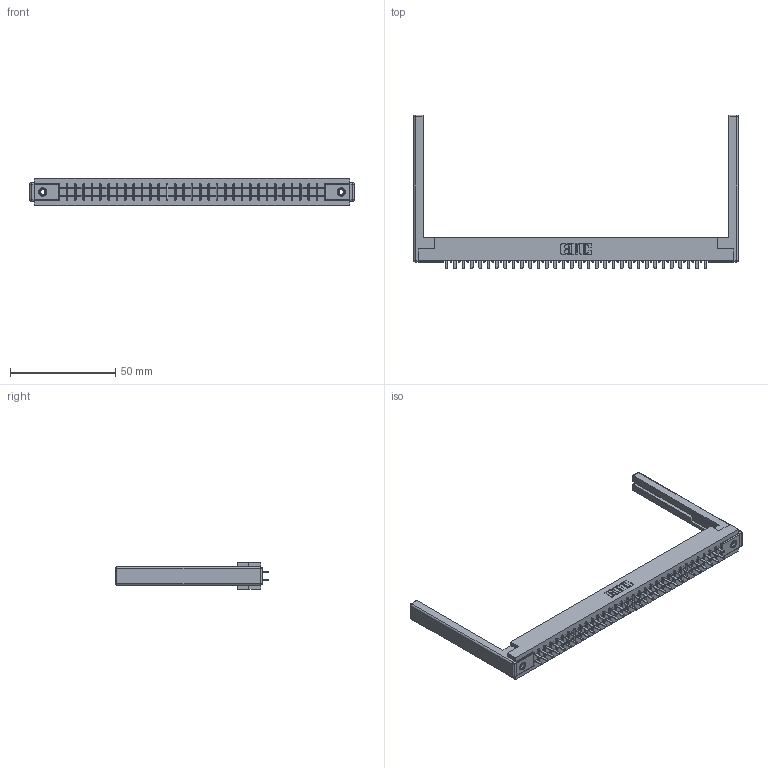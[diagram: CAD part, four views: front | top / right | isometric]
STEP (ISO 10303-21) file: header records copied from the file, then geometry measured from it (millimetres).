
FILE_DESCRIPTION (( 'STEP AP203' ), '1' );
FILE_NAME ('355-064-521-568.STEP', '2019-09-12T15:05:56', ( '' ), ( '' ), 'SwSTEP 2.0', 'SolidWorks 2016', '' );
FILE_SCHEMA (( 'CONFIG_CONTROL_DESIGN' ));
Length unit declared in the file: inch
Products named in the file (5): 305 Part_.156 Dia; 355-064-521-568; 305-290-001_521; 345-250-001_345-250-001-102; 307-220-068
Assembly tree (69 placements, depth 2):
  355-064-521-568
    305 Part_.156 Dia
    305-290-001_521  x64
    345-250-001_345-250-001-102  x2
    307-220-068  x2
Bounding box: 154.23 x 73.15 x 12.7 mm (x, y, z)
Volume: 19916.7 mm3; surface area: 23902.3 mm2
Topology: 69 solids, 69 shells, 3214 faces, 9122 edges, 5888 vertices
Faces by surface type: plane 1884, cylinder 1178, sphere 136, cone 12, torus 4
Entity records: 38504 total; most frequent: CARTESIAN_POINT 6343, ORIENTED_EDGE 6286, DIRECTION 6163, EDGE_CURVE 3143, VECTOR 2523, LINE 2523, VERTEX_POINT 2000, AXIS2_PLACEMENT_3D 1820
